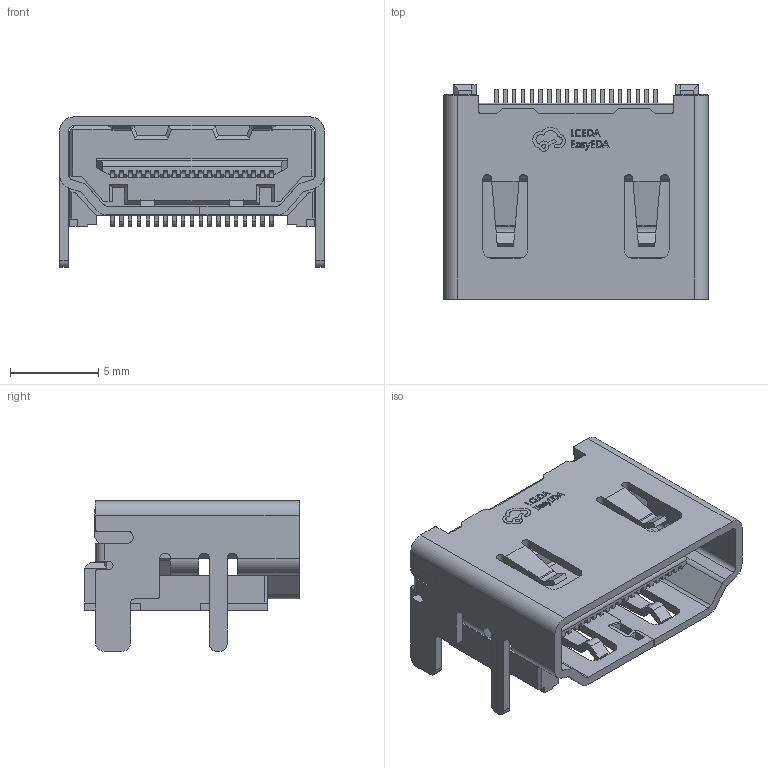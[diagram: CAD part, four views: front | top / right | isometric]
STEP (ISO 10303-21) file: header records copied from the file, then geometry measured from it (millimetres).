
FILE_DESCRIPTION (( 'STEP AP214' ), '1' );
FILE_NAME ('HDMI-001S.STEP', '2022-07-18T05:48:42', ( '' ), ( '' ), 'SwSTEP 2.0', 'SolidWorks 2019', '' );
FILE_SCHEMA (( 'AUTOMOTIVE_DESIGN' ));
Length unit declared in the file: millimetre
Products named in the file (1): HDMI-001S
Bounding box: 15 x 12.15 x 8.52 mm (x, y, z)
Volume: 524.6 mm3; surface area: 1422.4 mm2
Topology: 2 solids, 2 shells, 1065 faces, 3027 edges, 2008 vertices
Faces by surface type: plane 779, cylinder 174, bspline 112
Entity records: 41284 total; most frequent: CARTESIAN_POINT 8271, ORIENTED_EDGE 6054, DIRECTION 5019, EDGE_CURVE 3027, LINE 2443, VECTOR 2443, VERTEX_POINT 2008, AXIS2_PLACEMENT_3D 1288
